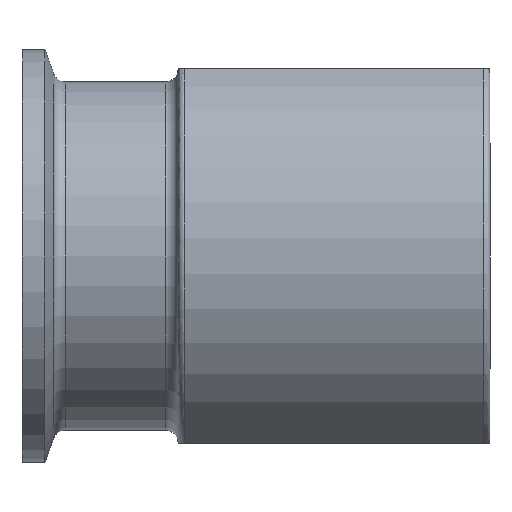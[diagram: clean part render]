
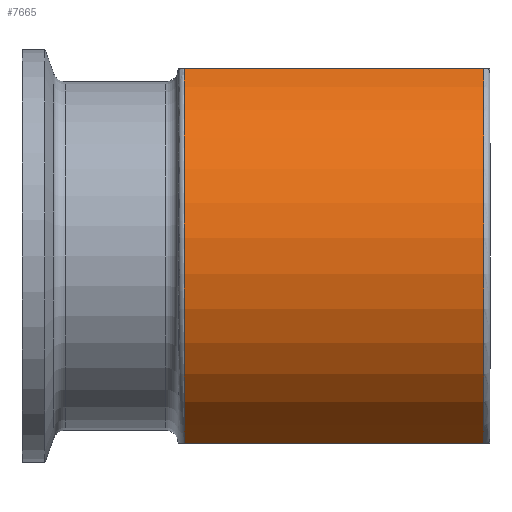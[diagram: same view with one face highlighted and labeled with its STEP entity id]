
A CAD part, front view. The second image highlights one B-rep face of the part: STEP entity #7665.
In plain terms, the highlighted cylindrical face has radius 25.4 mm (diameter 50.8 mm), a partial arc.
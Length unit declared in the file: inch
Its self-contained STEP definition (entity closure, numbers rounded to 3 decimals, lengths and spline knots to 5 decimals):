
#895=FACE_OUTER_BOUND('',#1358,.T.);
#1358=EDGE_LOOP('',(#7132,#7133,#7134,#7135));
#1570=CIRCLE('',#8116,1.);
#1571=CIRCLE('',#8118,1.);
#2108=LINE('',#16583,#2631);
#2112=LINE('',#16668,#2635);
#2631=VECTOR('',#9518,1.44);
#2635=VECTOR('',#9524,1.44);
#3756=VERTEX_POINT('',#16569);
#3757=VERTEX_POINT('',#16582);
#3761=VERTEX_POINT('',#16613);
#3765=VERTEX_POINT('',#16655);
#4885=EDGE_CURVE('',#3757,#3756,#2108,.T.);
#4895=EDGE_CURVE('',#3761,#3765,#2112,.T.);
#4899=EDGE_CURVE('',#3757,#3765,#1570,.T.);
#4900=EDGE_CURVE('',#3761,#3756,#1571,.T.);
#7132=ORIENTED_EDGE('',*,*,#4885,.T.);
#7133=ORIENTED_EDGE('',*,*,#4900,.F.);
#7134=ORIENTED_EDGE('',*,*,#4895,.T.);
#7135=ORIENTED_EDGE('',*,*,#4899,.F.);
#7227=CYLINDRICAL_SURFACE('',#8117,1.);
#7665=ADVANCED_FACE('',(#895),#7227,.T.);
#8116=AXIS2_PLACEMENT_3D('',#16675,#9535,#9536);
#8117=AXIS2_PLACEMENT_3D('',#16676,#9537,#9538);
#8118=AXIS2_PLACEMENT_3D('',#16677,#9539,#9540);
#9518=DIRECTION('',(1.,0.,0.));
#9524=DIRECTION('',(-1.,0.,0.));
#9535=DIRECTION('center_axis',(-1.,0.,0.));
#9536=DIRECTION('ref_axis',(0.,-1.,0.));
#9537=DIRECTION('center_axis',(1.,0.,0.));
#9538=DIRECTION('ref_axis',(0.,1.,0.));
#9539=DIRECTION('center_axis',(1.,0.,0.));
#9540=DIRECTION('ref_axis',(0.,-1.,0.));
#16569=CARTESIAN_POINT('',(2.22,-0.43589,-0.9));
#16582=CARTESIAN_POINT('',(0.78,-0.43589,-0.9));
#16583=CARTESIAN_POINT('',(1.5,-0.43589,-0.9));
#16613=CARTESIAN_POINT('',(2.22,-0.43589,0.9));
#16655=CARTESIAN_POINT('',(0.78,-0.43589,0.9));
#16668=CARTESIAN_POINT('',(1.5,-0.43589,0.9));
#16675=CARTESIAN_POINT('Origin',(0.78,0.,0.));
#16676=CARTESIAN_POINT('Origin',(1.5,0.,0.));
#16677=CARTESIAN_POINT('Origin',(2.22,0.,0.));
